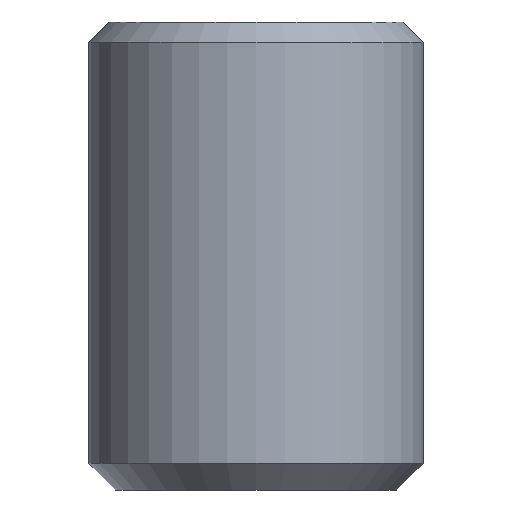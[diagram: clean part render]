
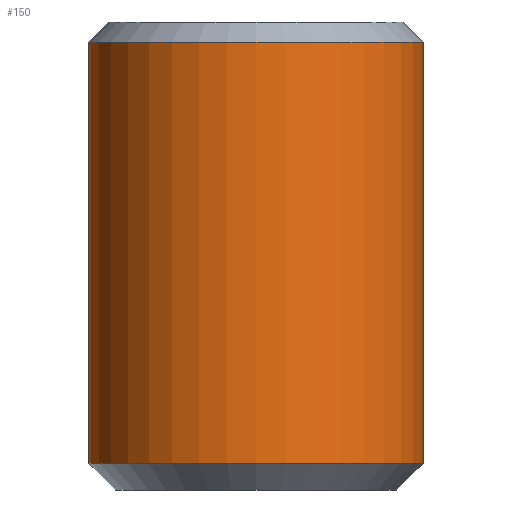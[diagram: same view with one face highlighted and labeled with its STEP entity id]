
A CAD part, left-side view. The second image highlights one B-rep face of the part: STEP entity #150.
In plain terms, the highlighted cylindrical face has radius 12.5 mm (diameter 25 mm), a partial arc.
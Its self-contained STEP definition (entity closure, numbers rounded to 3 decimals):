
#134=VERTEX_POINT('',#282);
#150=ADVANCED_FACE('',(#301),#302,.T.);
#152=VERTEX_POINT('',#304);
#154=VERTEX_POINT('',#306);
#158=EDGE_CURVE('',#152,#154,#310,.T.);
#164=EDGE_CURVE('',#134,#154,#316,.T.);
#192=EDGE_CURVE('',#212,#152,#351,.T.);
#196=EDGE_CURVE('',#134,#212,#356,.T.);
#212=VERTEX_POINT('',#374);
#282=CARTESIAN_POINT('',(0.,12.5,-1.5));
#301=FACE_OUTER_BOUND('',#471,.T.);
#302=CYLINDRICAL_SURFACE('',#472,12.5);
#304=CARTESIAN_POINT('',(0.,-12.5,-33.0));
#306=CARTESIAN_POINT('',(0.,-12.5,-1.5));
#310=LINE('',#483,#484);
#316=CIRCLE('',#494,12.5);
#351=CIRCLE('',#536,12.5);
#356=LINE('',#542,#543);
#374=CARTESIAN_POINT('',(0.,12.5,-33.0));
#471=EDGE_LOOP('',(#648,#649,#650,#651));
#472=AXIS2_PLACEMENT_3D('',#652,#653,#654);
#483=CARTESIAN_POINT('',(0.,-12.5,-17.25));
#484=VECTOR('',#656,1.0);
#494=AXIS2_PLACEMENT_3D('',#661,#662,#663);
#536=AXIS2_PLACEMENT_3D('',#712,#713,#714);
#542=CARTESIAN_POINT('',(0.,12.5,-17.25));
#543=VECTOR('',#723,1.0);
#648=ORIENTED_EDGE('',*,*,#158,.T.);
#649=ORIENTED_EDGE('',*,*,#164,.F.);
#650=ORIENTED_EDGE('',*,*,#196,.T.);
#651=ORIENTED_EDGE('',*,*,#192,.T.);
#652=CARTESIAN_POINT('',(0.,0.,-17.25));
#653=DIRECTION('',(-0.0,-0.0,-1.0));
#654=DIRECTION('',(0.,-1.0,0.0));
#656=DIRECTION('',(0.0,0.0,1.0));
#661=CARTESIAN_POINT('',(0.,0.,-1.5));
#662=DIRECTION('',(0.0,0.0,1.0));
#663=DIRECTION('',(0.,-1.0,0.0));
#712=CARTESIAN_POINT('',(0.,0.,-33.0));
#713=DIRECTION('',(0.0,0.0,1.0));
#714=DIRECTION('',(0.,-1.0,0.0));
#723=DIRECTION('',(-0.0,-0.0,-1.0));
